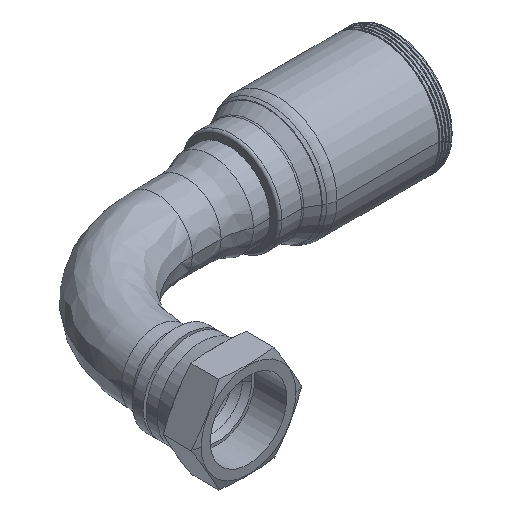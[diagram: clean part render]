
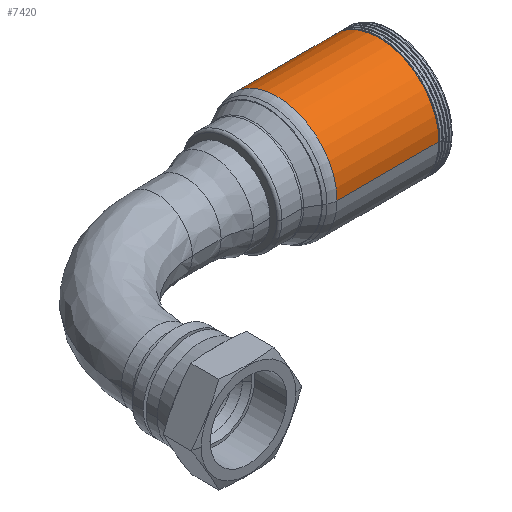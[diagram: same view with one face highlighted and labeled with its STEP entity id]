
A CAD part, isometric view. The second image highlights one B-rep face of the part: STEP entity #7420.
In plain terms, the highlighted cylindrical face has radius 35.85 mm (diameter 71.7 mm), a partial arc.
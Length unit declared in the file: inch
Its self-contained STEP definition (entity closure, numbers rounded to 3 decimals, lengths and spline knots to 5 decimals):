
#6573=DIRECTION('',(-1.,0.,0.));
#6574=VECTOR('',#6573,2.393);
#6575=CARTESIAN_POINT('',(3.49423,1.41142,0.));
#6576=LINE('',#6575,#6574);
#6582=DIRECTION('',(-1.,0.,0.));
#6583=VECTOR('',#6582,2.393);
#6584=CARTESIAN_POINT('',(3.49423,-1.41142,0.));
#6585=LINE('',#6584,#6583);
#6652=CARTESIAN_POINT('',(3.49423,0.,0.));
#6653=DIRECTION('',(-1.,0.,0.));
#6654=DIRECTION('',(0.,-1.,0.));
#6655=AXIS2_PLACEMENT_3D('',#6652,#6653,#6654);
#6657=CARTESIAN_POINT('',(1.10123,0.,0.));
#6658=DIRECTION('',(-1.,0.,0.));
#6659=DIRECTION('',(0.,-1.,0.));
#6660=AXIS2_PLACEMENT_3D('',#6657,#6658,#6659);
#7105=CARTESIAN_POINT('',(1.10123,1.41142,0.));
#7106=CARTESIAN_POINT('',(1.10123,-1.41142,0.));
#7107=VERTEX_POINT('',#7105);
#7108=VERTEX_POINT('',#7106);
#7197=CARTESIAN_POINT('',(3.49423,-1.41142,0.));
#7198=CARTESIAN_POINT('',(3.49423,1.41142,0.));
#7199=VERTEX_POINT('',#7197);
#7200=VERTEX_POINT('',#7198);
#7407=CARTESIAN_POINT('',(4.0173,0.,0.));
#7408=DIRECTION('',(-1.,0.,0.));
#7409=DIRECTION('',(0.,-1.,0.));
#7410=AXIS2_PLACEMENT_3D('',#7407,#7408,#7409);
#7411=CYLINDRICAL_SURFACE('',#7410,1.41142);
#7413=ORIENTED_EDGE('',*,*,#7412,.F.);
#7414=ORIENTED_EDGE('',*,*,#7316,.T.);
#7416=ORIENTED_EDGE('',*,*,#7415,.T.);
#7417=ORIENTED_EDGE('',*,*,#7312,.F.);
#7418=EDGE_LOOP('',(#7413,#7414,#7416,#7417));
#7419=FACE_OUTER_BOUND('',#7418,.F.);
#6656=CIRCLE('',#6655,1.41142);
#6661=CIRCLE('',#6660,1.41142);
#7312=EDGE_CURVE('',#7200,#7107,#6576,.T.);
#7316=EDGE_CURVE('',#7199,#7108,#6585,.T.);
#7412=EDGE_CURVE('',#7199,#7200,#6656,.T.);
#7415=EDGE_CURVE('',#7108,#7107,#6661,.T.);
#7420=ADVANCED_FACE('',(#7419),#7411,.T.);
